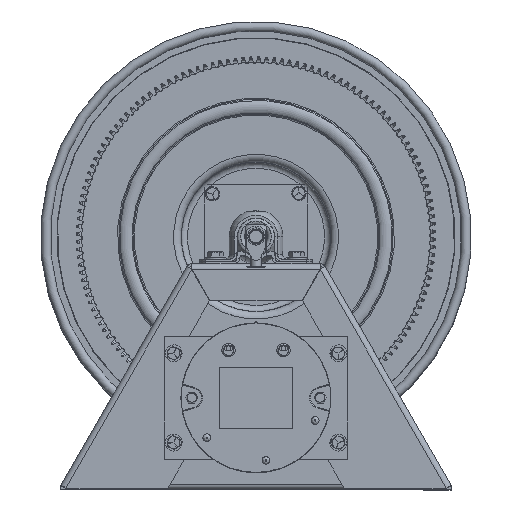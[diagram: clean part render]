
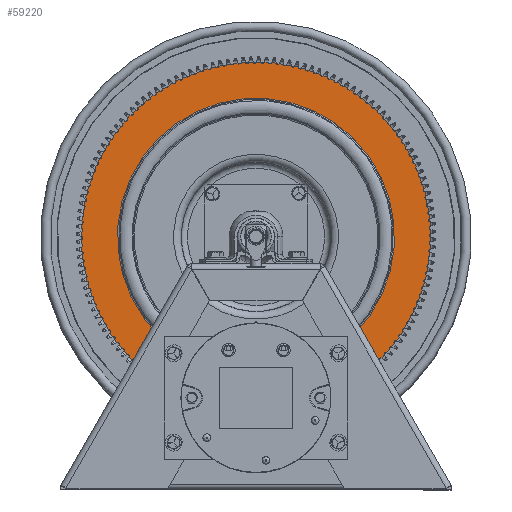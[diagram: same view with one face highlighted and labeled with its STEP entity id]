
A CAD part, top view. The second image highlights one B-rep face of the part: STEP entity #59220.
In plain terms, the highlighted planar face has unit normal (0, 0, 1).
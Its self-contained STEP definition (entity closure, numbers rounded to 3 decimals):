
#1353=FACE_BOUND('',#8021,.T.);
#3975=PLANE('',#62820);
#5106=FACE_OUTER_BOUND('',#8020,.T.);
#8020=EDGE_LOOP('',(#41296,#41297));
#8021=EDGE_LOOP('',(#41298,#41299));
#19485=CIRCLE('',#62817,5.667);
#19487=CIRCLE('',#62819,5.667);
#19488=CIRCLE('',#62821,7.159);
#19489=CIRCLE('',#62822,7.159);
#23033=VERTEX_POINT('',#89967);
#23034=VERTEX_POINT('',#89968);
#23035=VERTEX_POINT('',#89973);
#23036=VERTEX_POINT('',#89974);
#30483=EDGE_CURVE('',#23033,#23034,#19485,.T.);
#30485=EDGE_CURVE('',#23034,#23033,#19487,.T.);
#30486=EDGE_CURVE('',#23035,#23036,#19488,.T.);
#30487=EDGE_CURVE('',#23036,#23035,#19489,.T.);
#41296=ORIENTED_EDGE('',*,*,#30486,.T.);
#41297=ORIENTED_EDGE('',*,*,#30487,.T.);
#41298=ORIENTED_EDGE('',*,*,#30483,.F.);
#41299=ORIENTED_EDGE('',*,*,#30485,.F.);
#59220=ADVANCED_FACE('',(#5106,#1353),#3975,.T.);
#62817=AXIS2_PLACEMENT_3D('',#89969,#69980,#69981);
#62819=AXIS2_PLACEMENT_3D('',#89971,#69984,#69985);
#62820=AXIS2_PLACEMENT_3D('',#89972,#69986,#69987);
#62821=AXIS2_PLACEMENT_3D('',#89975,#69988,#69989);
#62822=AXIS2_PLACEMENT_3D('',#89976,#69990,#69991);
#69980=DIRECTION('center_axis',(0.,0.,
1.));
#69981=DIRECTION('ref_axis',(0.712,-0.702,0.));
#69984=DIRECTION('center_axis',(0.,0.,
1.));
#69985=DIRECTION('ref_axis',(0.712,-0.702,0.));
#69986=DIRECTION('center_axis',(0.,0.,
1.));
#69987=DIRECTION('ref_axis',(-0.702,-0.712,0.));
#69988=DIRECTION('center_axis',(0.,0.,
1.));
#69989=DIRECTION('ref_axis',(0.712,-0.702,0.));
#69990=DIRECTION('center_axis',(0.,0.,
1.));
#69991=DIRECTION('ref_axis',(0.712,-0.702,0.));
#89967=CARTESIAN_POINT('',(4.034,-2.762,14.048));
#89968=CARTESIAN_POINT('',(3.98,5.252,14.048));
#89969=CARTESIAN_POINT('Origin',(0.,1.218,14.048));
#89971=CARTESIAN_POINT('Origin',(0.,1.218,14.048));
#89972=CARTESIAN_POINT('Origin',(4.565,-3.286,14.048));
#89973=CARTESIAN_POINT('',(5.096,-3.81,14.048));
#89974=CARTESIAN_POINT('',(5.028,6.315,14.048));
#89975=CARTESIAN_POINT('Origin',(0.,1.218,14.048));
#89976=CARTESIAN_POINT('Origin',(0.,1.218,14.048));
